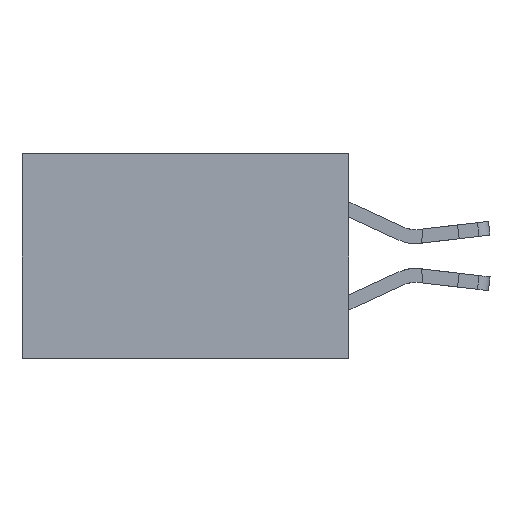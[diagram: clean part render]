
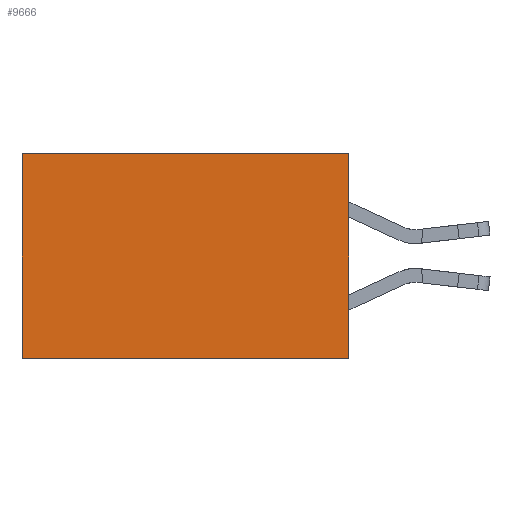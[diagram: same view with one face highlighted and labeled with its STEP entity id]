
A CAD part, left-side view. The second image highlights one B-rep face of the part: STEP entity #9666.
In plain terms, the highlighted planar face has unit normal (-1, 0, 0).
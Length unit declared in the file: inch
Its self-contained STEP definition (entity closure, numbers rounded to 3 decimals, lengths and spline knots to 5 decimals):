
#268 = VERTEX_POINT ( 'NONE', #22759 ) ;
#350 = VERTEX_POINT ( 'NONE', #2957 ) ;
#396 = EDGE_LOOP ( 'NONE', ( #7407, #13242, #7141, #2447 ) ) ;
#559 = VECTOR ( 'NONE', #1734, 39.37008 ) ;
#785 = VECTOR ( 'NONE', #9104, 39.37008 ) ;
#1734 = DIRECTION ( 'NONE',  ( 0., 0., -1. ) ) ;
#2447 = ORIENTED_EDGE ( 'NONE', *, *, #22294, .T. ) ;
#2957 = CARTESIAN_POINT ( 'NONE',  ( 0.277, 0., -0.37 ) ) ;
#2996 = CARTESIAN_POINT ( 'NONE',  ( 0.277, 0., 0. ) ) ;
#3292 = VERTEX_POINT ( 'NONE', #2996 ) ;
#3452 = AXIS2_PLACEMENT_3D ( 'NONE', #7815, #15104, #4263 ) ;
#4263 = DIRECTION ( 'NONE',  ( 0., 0., -1. ) ) ;
#4665 = DIRECTION ( 'NONE',  ( 0., 1., 0. ) ) ;
#5280 = VECTOR ( 'NONE', #19677, 39.37008 ) ;
#6378 = EDGE_CURVE ( 'NONE', #3292, #350, #10400, .T. ) ;
#7141 = ORIENTED_EDGE ( 'NONE', *, *, #6378, .F. ) ;
#7407 = ORIENTED_EDGE ( 'NONE', *, *, #19720, .T. ) ;
#7815 = CARTESIAN_POINT ( 'NONE',  ( 0.277, 0., -0.37 ) ) ;
#9020 = CARTESIAN_POINT ( 'NONE',  ( 0.277, 0., -0.37 ) ) ;
#9104 = DIRECTION ( 'NONE',  ( 0., 0., -1. ) ) ;
#9666 = ADVANCED_FACE ( 'NONE', ( #20202 ), #13283, .F. ) ;
#10400 = LINE ( 'NONE', #9020, #785 ) ;
#12173 = CARTESIAN_POINT ( 'NONE',  ( 0.277, 0.59, -0.37 ) ) ;
#13242 = ORIENTED_EDGE ( 'NONE', *, *, #22815, .F. ) ;
#13283 = PLANE ( 'NONE',  #3452 ) ;
#13682 = CARTESIAN_POINT ( 'NONE',  ( 0.277, 0., -0.37 ) ) ;
#14073 = LINE ( 'NONE', #13682, #23108 ) ;
#14399 = LINE ( 'NONE', #12173, #559 ) ;
#14948 = CARTESIAN_POINT ( 'NONE',  ( 0.277, 0.59, 0. ) ) ;
#15104 = DIRECTION ( 'NONE',  ( 1., 0., 0. ) ) ;
#15556 = VERTEX_POINT ( 'NONE', #14948 ) ;
#19677 = DIRECTION ( 'NONE',  ( 0., 1., 0. ) ) ;
#19720 = EDGE_CURVE ( 'NONE', #15556, #268, #14399, .T. ) ;
#19745 = LINE ( 'NONE', #21481, #5280 ) ;
#20202 = FACE_OUTER_BOUND ( 'NONE', #396, .T. ) ;
#21481 = CARTESIAN_POINT ( 'NONE',  ( 0.277, 0., 0. ) ) ;
#22294 = EDGE_CURVE ( 'NONE', #3292, #15556, #19745, .T. ) ;
#22759 = CARTESIAN_POINT ( 'NONE',  ( 0.277, 0.59, -0.37 ) ) ;
#22815 = EDGE_CURVE ( 'NONE', #350, #268, #14073, .T. ) ;
#23108 = VECTOR ( 'NONE', #4665, 39.37008 ) ;
